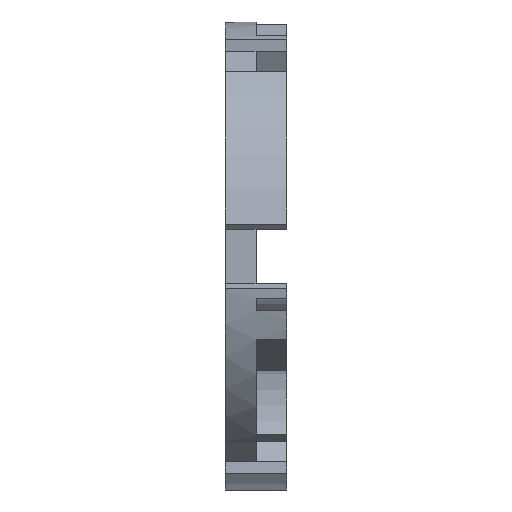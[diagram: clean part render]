
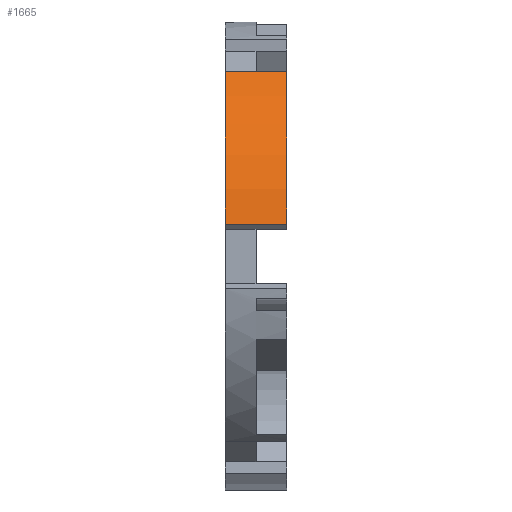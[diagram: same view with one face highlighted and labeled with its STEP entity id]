
A CAD part, front view. The second image highlights one B-rep face of the part: STEP entity #1665.
In plain terms, the highlighted cylindrical face has radius 69 mm (diameter 138 mm), a partial arc.
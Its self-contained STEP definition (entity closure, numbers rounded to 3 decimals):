
#168=LINE('',#2830,#306);
#169=LINE('',#2832,#307);
#306=VECTOR('',#2321,18.);
#307=VECTOR('',#2324,18.);
#333=CYLINDRICAL_SURFACE('',#1841,69.);
#457=FACE_OUTER_BOUND('',#583,.T.);
#583=EDGE_LOOP('',(#1501,#1502,#1503,#1504));
#660=CIRCLE('',#1819,69.);
#663=CIRCLE('',#1825,69.);
#812=VERTEX_POINT('',#2776);
#813=VERTEX_POINT('',#2778);
#818=VERTEX_POINT('',#2792);
#819=VERTEX_POINT('',#2794);
#1026=EDGE_CURVE('',#812,#813,#660,.T.);
#1033=EDGE_CURVE('',#819,#818,#663,.T.);
#1051=EDGE_CURVE('',#812,#819,#168,.T.);
#1052=EDGE_CURVE('',#813,#818,#169,.T.);
#1501=ORIENTED_EDGE('',*,*,#1033,.T.);
#1502=ORIENTED_EDGE('',*,*,#1052,.F.);
#1503=ORIENTED_EDGE('',*,*,#1026,.F.);
#1504=ORIENTED_EDGE('',*,*,#1051,.T.);
#1665=ADVANCED_FACE('',(#457),#333,.T.);
#1819=AXIS2_PLACEMENT_3D('',#2779,#2258,#2259);
#1825=AXIS2_PLACEMENT_3D('',#2795,#2274,#2275);
#1841=AXIS2_PLACEMENT_3D('',#2831,#2322,#2323);
#2258=DIRECTION('center_axis',(1.,0.,0.));
#2259=DIRECTION('ref_axis',(0.,-0.614,0.789));
#2274=DIRECTION('center_axis',(1.,0.,0.));
#2275=DIRECTION('ref_axis',(0.,-0.614,0.789));
#2321=DIRECTION('',(-1.,0.,0.));
#2322=DIRECTION('center_axis',(-1.,0.,0.));
#2323=DIRECTION('ref_axis',(0.,-0.614,0.789));
#2324=DIRECTION('',(-1.,0.,0.));
#2776=CARTESIAN_POINT('',(0.,-42.388,54.445));
#2778=CARTESIAN_POINT('',(0.,-68.345,9.487));
#2779=CARTESIAN_POINT('Origin',(0.,0.,0.));
#2792=CARTESIAN_POINT('',(-18.,-68.345,9.487));
#2794=CARTESIAN_POINT('',(-18.,-42.388,54.445));
#2795=CARTESIAN_POINT('Origin',(-18.,0.,0.));
#2830=CARTESIAN_POINT('',(0.,-42.388,54.445));
#2831=CARTESIAN_POINT('Origin',(0.,0.,0.));
#2832=CARTESIAN_POINT('',(0.,-68.345,9.487));
